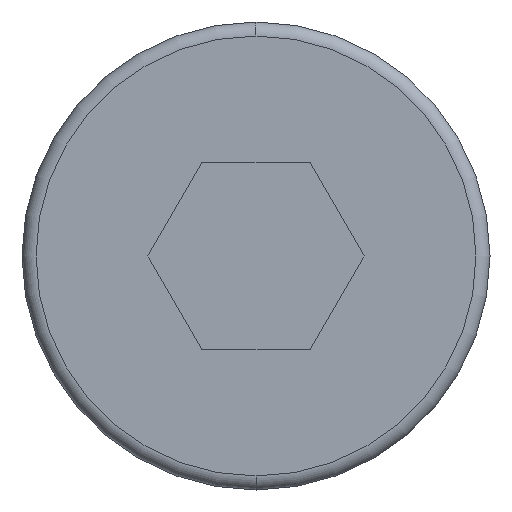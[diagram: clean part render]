
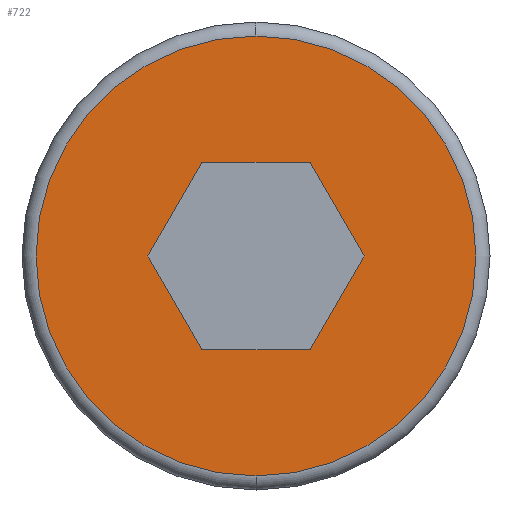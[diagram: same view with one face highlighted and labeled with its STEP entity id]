
A CAD part, left-side view. The second image highlights one B-rep face of the part: STEP entity #722.
In plain terms, the highlighted planar face has unit normal (-1, 0, 0).
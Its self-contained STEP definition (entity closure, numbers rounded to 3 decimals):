
#7 = ORIENTED_EDGE ( 'NONE', *, *, #36, .F. ) ;
#12 = EDGE_CURVE ( 'NONE', #199, #616, #383, .T. ) ;
#24 = ORIENTED_EDGE ( 'NONE', *, *, #12, .F. ) ;
#36 = EDGE_CURVE ( 'NONE', #76, #172, #705, .T. ) ;
#37 = LINE ( 'NONE', #787, #536 ) ;
#40 = DIRECTION ( 'NONE',  ( 0., 0., -1. ) ) ;
#68 = VERTEX_POINT ( 'NONE', #647 ) ;
#72 = DIRECTION ( 'NONE',  ( 0., -0.5, 0.866 ) ) ;
#76 = VERTEX_POINT ( 'NONE', #168 ) ;
#81 = ORIENTED_EDGE ( 'NONE', *, *, #689, .F. ) ;
#90 = CARTESIAN_POINT ( 'NONE',  ( -4.3, -1.155, 2. ) ) ;
#91 = ORIENTED_EDGE ( 'NONE', *, *, #398, .F. ) ;
#101 = VERTEX_POINT ( 'NONE', #502 ) ;
#127 = DIRECTION ( 'NONE',  ( 0., -0.5, -0.866 ) ) ;
#130 = CARTESIAN_POINT ( 'NONE',  ( -4.3, 1.155, -2. ) ) ;
#168 = CARTESIAN_POINT ( 'NONE',  ( -4.3, 2.309, 0. ) ) ;
#172 = VERTEX_POINT ( 'NONE', #130 ) ;
#199 = VERTEX_POINT ( 'NONE', #583 ) ;
#200 = AXIS2_PLACEMENT_3D ( 'NONE', #400, #598, #556 ) ;
#201 = CIRCLE ( 'NONE', #200, 4.7 ) ;
#203 = VECTOR ( 'NONE', #266, 1000. ) ;
#211 = CARTESIAN_POINT ( 'NONE',  ( -4.3, -1.155, 2. ) ) ;
#216 = FACE_BOUND ( 'NONE', #738, .T. ) ;
#266 = DIRECTION ( 'NONE',  ( 0., 0.5, 0.866 ) ) ;
#276 = ORIENTED_EDGE ( 'NONE', *, *, #599, .T. ) ;
#286 = CARTESIAN_POINT ( 'NONE',  ( -4.3, -2.309, 0. ) ) ;
#299 = ORIENTED_EDGE ( 'NONE', *, *, #508, .T. ) ;
#323 = DIRECTION ( 'NONE',  ( 0., 0.5, -0.866 ) ) ;
#327 = LINE ( 'NONE', #621, #512 ) ;
#330 = ORIENTED_EDGE ( 'NONE', *, *, #515, .F. ) ;
#344 = ORIENTED_EDGE ( 'NONE', *, *, #758, .F. ) ;
#362 = VECTOR ( 'NONE', #127, 1000. ) ;
#363 = DIRECTION ( 'NONE',  ( 0., 1., 0. ) ) ;
#368 = DIRECTION ( 'NONE',  ( 1., 0., 0. ) ) ;
#373 = LINE ( 'NONE', #572, #698 ) ;
#383 = LINE ( 'NONE', #90, #203 ) ;
#398 = EDGE_CURVE ( 'NONE', #752, #199, #662, .T. ) ;
#400 = CARTESIAN_POINT ( 'NONE',  ( -4.3, 0., 0. ) ) ;
#483 = VECTOR ( 'NONE', #72, 1000. ) ;
#484 = DIRECTION ( 'NONE',  ( 0., -1., 0. ) ) ;
#502 = CARTESIAN_POINT ( 'NONE',  ( -4.3, 0., -4.7 ) ) ;
#503 = AXIS2_PLACEMENT_3D ( 'NONE', #624, #368, #513 ) ;
#508 = EDGE_CURVE ( 'NONE', #101, #603, #201, .T. ) ;
#512 = VECTOR ( 'NONE', #484, 1000. ) ;
#513 = DIRECTION ( 'NONE',  ( 0., 0., -1. ) ) ;
#515 = EDGE_CURVE ( 'NONE', #68, #76, #37, .T. ) ;
#531 = FACE_OUTER_BOUND ( 'NONE', #735, .T. ) ;
#533 = DIRECTION ( 'NONE',  ( -1., 0., 0. ) ) ;
#536 = VECTOR ( 'NONE', #323, 1000. ) ;
#540 = CARTESIAN_POINT ( 'NONE',  ( -4.3, -1.155, -2. ) ) ;
#556 = DIRECTION ( 'NONE',  ( 0., 0., -1. ) ) ;
#572 = CARTESIAN_POINT ( 'NONE',  ( -4.3, 1.155, 2. ) ) ;
#583 = CARTESIAN_POINT ( 'NONE',  ( -4.3, -2.309, 0. ) ) ;
#598 = DIRECTION ( 'NONE',  ( -1., 0., 0. ) ) ;
#599 = EDGE_CURVE ( 'NONE', #603, #101, #651, .T. ) ;
#600 = AXIS2_PLACEMENT_3D ( 'NONE', #731, #533, #40 ) ;
#603 = VERTEX_POINT ( 'NONE', #620 ) ;
#616 = VERTEX_POINT ( 'NONE', #211 ) ;
#620 = CARTESIAN_POINT ( 'NONE',  ( -4.3, 0., 4.7 ) ) ;
#621 = CARTESIAN_POINT ( 'NONE',  ( -4.3, -1.155, -2. ) ) ;
#624 = CARTESIAN_POINT ( 'NONE',  ( -4.3, 0., 0. ) ) ;
#645 = CARTESIAN_POINT ( 'NONE',  ( -4.3, 1.155, -2. ) ) ;
#647 = CARTESIAN_POINT ( 'NONE',  ( -4.3, 1.155, 2. ) ) ;
#651 = CIRCLE ( 'NONE', #600, 4.7 ) ;
#662 = LINE ( 'NONE', #286, #483 ) ;
#689 = EDGE_CURVE ( 'NONE', #616, #68, #373, .T. ) ;
#698 = VECTOR ( 'NONE', #363, 1000. ) ;
#705 = LINE ( 'NONE', #645, #362 ) ;
#722 = ADVANCED_FACE ( 'NONE', ( #216, #531 ), #726, .F. ) ;
#726 = PLANE ( 'NONE',  #503 ) ;
#731 = CARTESIAN_POINT ( 'NONE',  ( -4.3, 0., 0. ) ) ;
#735 = EDGE_LOOP ( 'NONE', ( #299, #276 ) ) ;
#738 = EDGE_LOOP ( 'NONE', ( #91, #344, #7, #330, #81, #24 ) ) ;
#752 = VERTEX_POINT ( 'NONE', #540 ) ;
#758 = EDGE_CURVE ( 'NONE', #172, #752, #327, .T. ) ;
#787 = CARTESIAN_POINT ( 'NONE',  ( -4.3, 2.309, 0. ) ) ;
